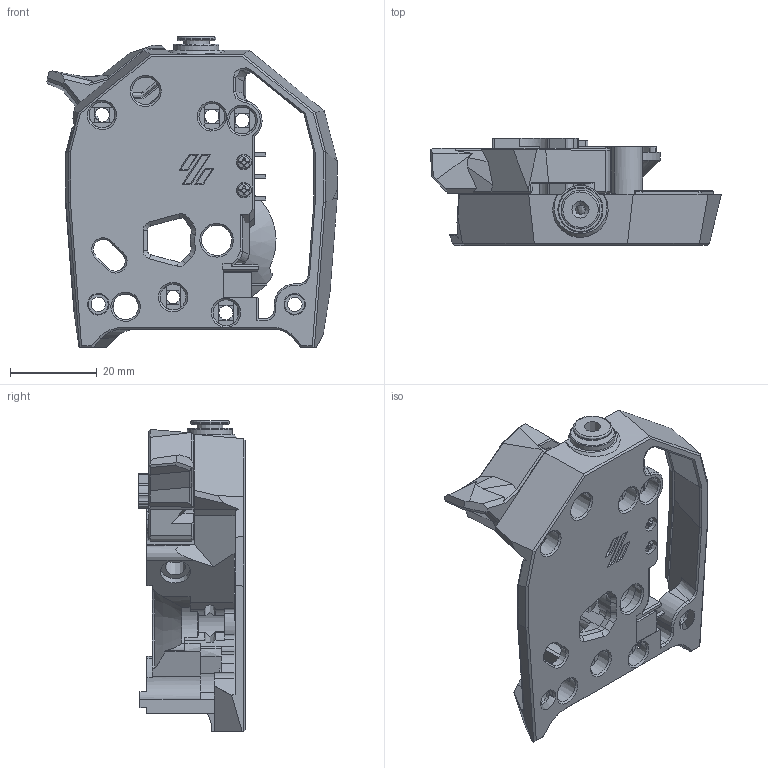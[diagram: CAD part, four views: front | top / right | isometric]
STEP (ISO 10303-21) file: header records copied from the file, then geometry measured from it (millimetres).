
FILE_DESCRIPTION(/* description */ (''),/* implementation_level */ '2;1');
FILE_NAME(/* name */ 'Stealthburner_cw2_fil_sensor_with_ECAS_v2.step',/* time_stamp */ '2023-04-30T15:09:16+02:00',/* author */ (''),/* organization */ (''),/* preprocessor_version */ 'ST-DEVELOPER v19.2',/* originating_system */ 'Autodesk Translation Framework v12.4.0.73',/* authorisation */ '');
FILE_SCHEMA (('AUTOMOTIVE_DESIGN { 1 0 10303 214 3 1 1 }'));
Length unit declared in the file: millimetre
Products named in the file (10): Stealthburner_cw2_fil_sensor_2; kulicka 5,6; d2f-5; Carrot_Feeder_V1.1; EASUN ECAS04 v3 (1); Main body; Release clip; Seal; 90380A328_Phillips Rounded Head Thread-Forming Screws; CW2_with_ECAS_and_sensor_ECAS latch
Assembly tree (14 placements, depth 4):
  Stealthburner_cw2_fil_sensor_2
    d2f-5  x2
    kulicka 5,6  x2
    Carrot_Feeder_V1.1
      EASUN ECAS04 v3 (1)
        Main body
        Release clip
        Seal
    90380A328_Phillips Rounded Head Thread-Forming Screws  x4
    CW2_with_ECAS_and_sensor_ECAS latch
Bounding box: 67.17 x 24.7 x 71.89 mm (x, y, z)
Volume: 28746.9 mm3; surface area: 20376.9 mm2
Topology: 13 solids, 14 shells, 1151 faces, 3102 edges, 1985 vertices
Faces by surface type: plane 610, cylinder 315, cone 112, bspline 93, torus 17, sphere 4
Full cylindrical faces by diameter (mm): 1.15 x36, 2 x38, 2.2 x4, 2.4 x3, 2.8 x1, 3.2 x1, 3.4 x7, 3.6 x4, 4 x3, 4.2 x2, 4.7 x4, 5.6 x1, 6 x8, 6.248 x1, 6.4 x1, 7 x2, 8 x3, 8.2 x1, 8.45 x1, 8.47 x1, 9 x1, 10.45 x1
Entity records: 36102 total; most frequent: CARTESIAN_POINT 14083, ORIENTED_EDGE 4636, DIRECTION 4402, EDGE_CURVE 2318, LINE 1472, VECTOR 1472, VERTEX_POINT 1472, AXIS2_PLACEMENT_3D 1465
